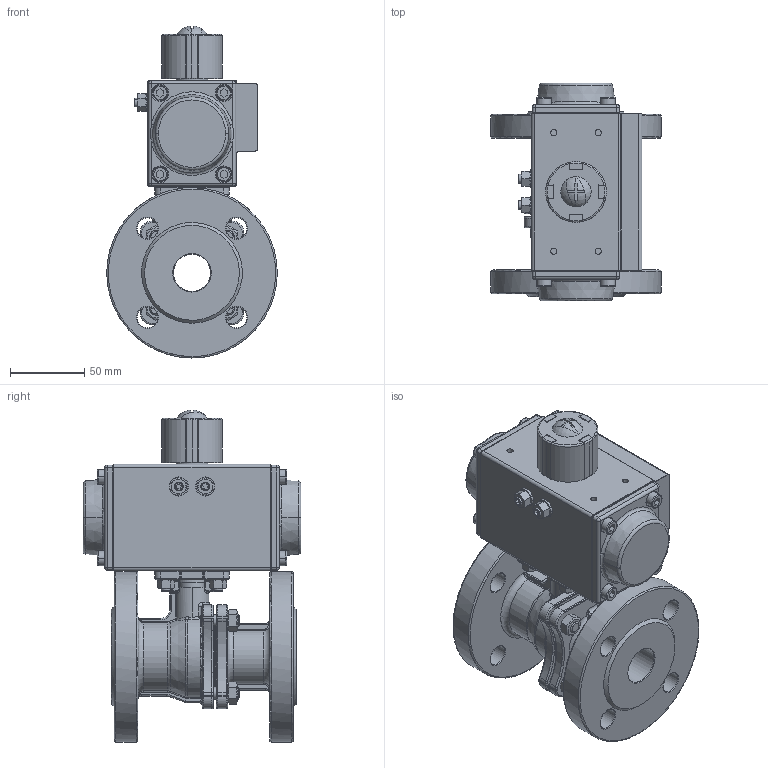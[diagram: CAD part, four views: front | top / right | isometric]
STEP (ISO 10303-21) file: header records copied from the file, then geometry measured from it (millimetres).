
FILE_DESCRIPTION(('HOOPS Exchange Step'),'2;1');
FILE_NAME('PK0500_DN25.stp','2025-04-11T13:58:57+02:00',('nieru'),('Unknown organisation'),'HOOPS Exchange 2024.2','HOOPS Exchange','Unknown authorisation');
FILE_SCHEMA( ('AP203_CONFIGURATION_CONTROLLED_3D_DESIGN_OF_MECHANICAL_PARTS_AND_ASSEMBLIES_MIM_LF') );
Length unit declared in the file: millimetre
Products named in the file (8): 0; root
Assembly tree (7 placements, depth 4):
  root
    0
      0
        0
        0
        0
        0
      0
Bounding box: 114.99 x 147 x 224.15 mm (x, y, z)
Volume: 919808 mm3; surface area: 219577.2 mm2
Topology: 47 solids, 47 shells, 1643 faces, 4028 edges, 2479 vertices
Faces by surface type: plane 553, cylinder 533, torus 224, cone 153, bspline 134, sphere 46
Full cylindrical faces by diameter (mm): 5 x5, 6 x4, 7 x4, 8 x4, 14 x8, 14.5 x4, 17 x1, 20 x1, 23 x1, 25 x2, 28 x1, 53.6 x2, 115 x2
Entity records: 88218 total; most frequent: CARTESIAN_POINT 50861, ORIENTED_EDGE 7926, DIRECTION 7342, EDGE_CURVE 3963, AXIS2_PLACEMENT_3D 2875, VERTEX_POINT 2481, EDGE_LOOP 1822, FACE_BOUND 1822
